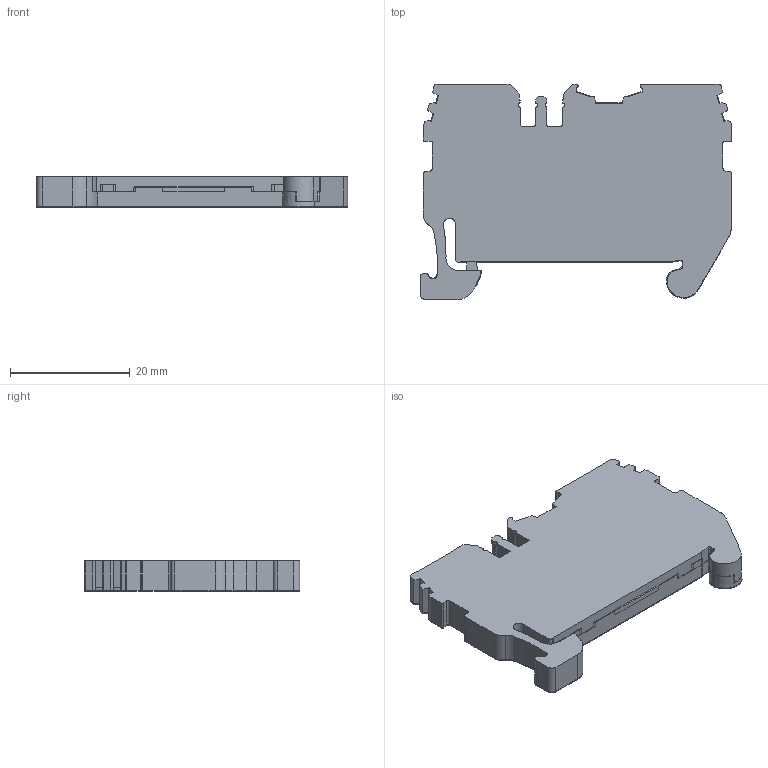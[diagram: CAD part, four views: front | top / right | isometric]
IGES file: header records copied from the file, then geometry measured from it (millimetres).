
Start section: SolidWorks IGES file using analytic representation for surfaces
Global section: file name: 337020_PTP 2.5T.IGS; native system: SolidWorks 2016; preprocessor: SolidWorks 2016; author: gurcang; date: 160729.081940; units: millimetre
Bounding box: 52.18 x 36.07 x 5.15 mm (x, y, z)
Surface area: 4254.5 mm2 (no closed solid volume)
Topology: 0 solids, 0 shells, 498 faces, 4107 edges, 4107 vertices
Faces by surface type: bspline 291, revolution 207
